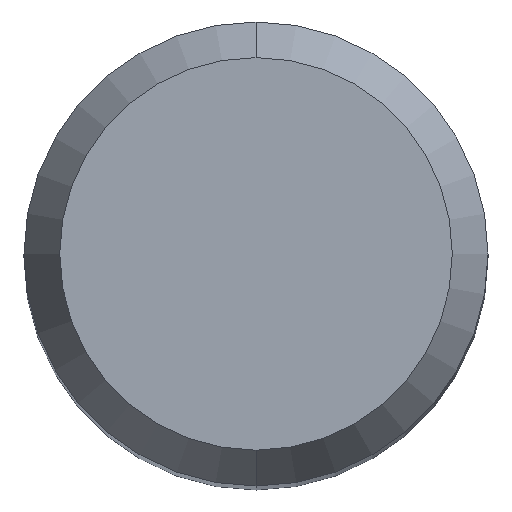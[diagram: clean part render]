
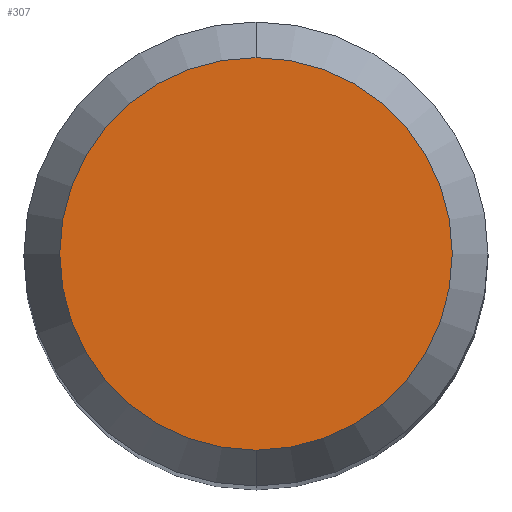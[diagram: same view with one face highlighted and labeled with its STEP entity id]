
A CAD part, top view. The second image highlights one B-rep face of the part: STEP entity #307.
In plain terms, the highlighted planar face has unit normal (0, 0, 1).
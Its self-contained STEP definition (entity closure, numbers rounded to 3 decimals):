
#217=EDGE_CURVE('',#415,#345,#498,.T.);
#307=ADVANCED_FACE('',(#599),#600,.T.);
#345=VERTEX_POINT('',#640);
#349=EDGE_CURVE('',#345,#415,#644,.T.);
#415=VERTEX_POINT('',#716);
#498=CIRCLE('',#867,2.538);
#599=FACE_OUTER_BOUND('',#1083,.T.);
#600=PLANE('',#1084);
#640=CARTESIAN_POINT('',(0.0,2.538,29.29));
#644=CIRCLE('',#1212,2.538);
#716=CARTESIAN_POINT('',(0.,-2.538,29.29));
#867=AXIS2_PLACEMENT_3D('',#1417,#1418,#1419);
#1083=EDGE_LOOP('',(#1540,#1541));
#1084=AXIS2_PLACEMENT_3D('',#1542,#1543,#1544);
#1212=AXIS2_PLACEMENT_3D('',#1582,#1583,#1584);
#1417=CARTESIAN_POINT('',(0.0,0.0,29.29));
#1418=DIRECTION('',(0.0,0.0,-1.0));
#1419=DIRECTION('',(0.0,1.0,0.0));
#1540=ORIENTED_EDGE('',*,*,#349,.F.);
#1541=ORIENTED_EDGE('',*,*,#217,.F.);
#1542=CARTESIAN_POINT('',(0.0,1.269,29.29));
#1543=DIRECTION('',(-0.0,0.0,1.0));
#1544=DIRECTION('',(0.0,-1.0,0.0));
#1582=CARTESIAN_POINT('',(0.0,0.0,29.29));
#1583=DIRECTION('',(0.0,0.0,-1.0));
#1584=DIRECTION('',(0.0,1.0,0.0));
